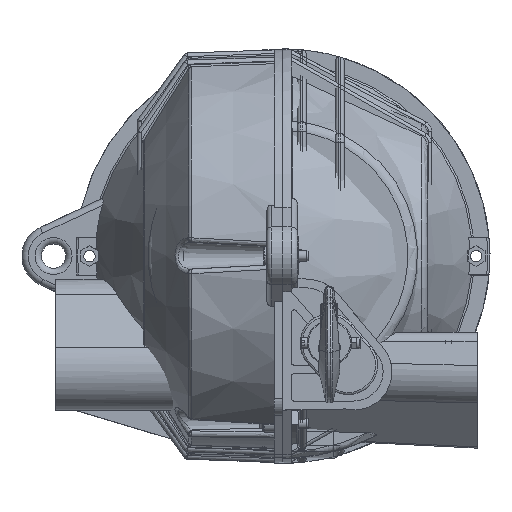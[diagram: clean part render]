
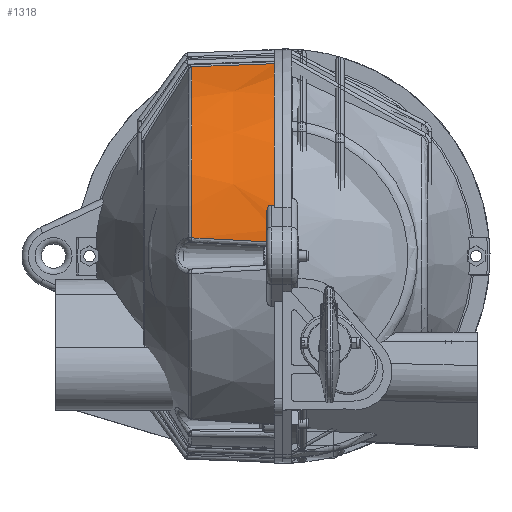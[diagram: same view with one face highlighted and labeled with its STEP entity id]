
A CAD part, top view. The second image highlights one B-rep face of the part: STEP entity #1318.
In plain terms, the highlighted conical face has half-angle 2 degrees and reference radius 95.75 mm.
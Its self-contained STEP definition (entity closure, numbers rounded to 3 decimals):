
#1318 = ADVANCED_FACE( '', ( #3401 ), #3402, .T. );
#3401 = FACE_OUTER_BOUND( '', #10022, .T. );
#3402 = CONICAL_SURFACE( '', #10023, 95.75, 0.035 );
#10022 = EDGE_LOOP( '', ( #20219, #20220, #20221, #20222, #20223, #20224 ) );
#10023 = AXIS2_PLACEMENT_3D( '', #20225, #20226, #20227 );
#20219 = ORIENTED_EDGE( '', *, *, #25484, .T. );
#20220 = ORIENTED_EDGE( '', *, *, #25485, .T. );
#20221 = ORIENTED_EDGE( '', *, *, #25486, .T. );
#20222 = ORIENTED_EDGE( '', *, *, #25487, .T. );
#20223 = ORIENTED_EDGE( '', *, *, #25353, .T. );
#20224 = ORIENTED_EDGE( '', *, *, #25488, .T. );
#20225 = CARTESIAN_POINT( '', ( -4., 0., 0. ) );
#20226 = DIRECTION( '', ( 1., 0., 0. ) );
#20227 = DIRECTION( '', ( 0., 0., -1. ) );
#25353 = EDGE_CURVE( '', #29273, #29262, #29274, .T. );
#25484 = EDGE_CURVE( '', #29507, #29508, #29509, .T. );
#25485 = EDGE_CURVE( '', #29508, #29510, #29511, .T. );
#25486 = EDGE_CURVE( '', #29510, #29512, #29513, .F. );
#25487 = EDGE_CURVE( '', #29512, #29273, #29514, .T. );
#25488 = EDGE_CURVE( '', #29262, #29507, #29515, .T. );
#29262 = VERTEX_POINT( '', #39486 );
#29273 = VERTEX_POINT( '', #39532 );
#29274 = CIRCLE( '', #39533, 95.75 );
#29507 = VERTEX_POINT( '', #41231 );
#29508 = VERTEX_POINT( '', #41232 );
#29509 = B_SPLINE_CURVE_WITH_KNOTS( '', 3, ( #41233, #41234, #41235, #41236 ), .UNSPECIFIED., .F., .F., ( 4, 4 ), ( 0., 0.039 ), .UNSPECIFIED. );
#29510 = VERTEX_POINT( '', #41237 );
#29511 = B_SPLINE_CURVE_WITH_KNOTS( '', 3, ( #41238, #41239, #41240, #41241, #41242 ), .UNSPECIFIED., .F., .F., ( 4, 1, 4 ), ( 0., 0., 0. ), .UNSPECIFIED. );
#29512 = VERTEX_POINT( '', #41243 );
#29513 = CIRCLE( '', #41244, 94.389 );
#29514 = B_SPLINE_CURVE_WITH_KNOTS( '', 3, ( #41245, #41246, #41247, #41248 ), .UNSPECIFIED., .F., .F., ( 4, 4 ), ( 0., 0.039 ), .UNSPECIFIED. );
#29515 = CIRCLE( '', #41249, 95.75 );
#39486 = CARTESIAN_POINT( '', ( -4., 23.911, 92.716 ) );
#39532 = CARTESIAN_POINT( '', ( -4., 6.382, 95.537 ) );
#39533 = AXIS2_PLACEMENT_3D( '', #51126, #51127, #51128 );
#41231 = CARTESIAN_POINT( '', ( -4., 91.031, 29.69 ) );
#41232 = CARTESIAN_POINT( '', ( -43.021, 89.598, 29.686 ) );
#41233 = CARTESIAN_POINT( '', ( -4., 91.031, 29.69 ) );
#41234 = CARTESIAN_POINT( '', ( -17.007, 90.553, 29.689 ) );
#41235 = CARTESIAN_POINT( '', ( -30.014, 90.076, 29.687 ) );
#41236 = CARTESIAN_POINT( '', ( -43.021, 89.598, 29.686 ) );
#41237 = CARTESIAN_POINT( '', ( -42.984, 89.46, 30.101 ) );
#41238 = CARTESIAN_POINT( '', ( -43.021, 89.598, 29.686 ) );
#41239 = CARTESIAN_POINT( '', ( -43.009, 89.575, 29.754 ) );
#41240 = CARTESIAN_POINT( '', ( -42.991, 89.53, 29.892 ) );
#41241 = CARTESIAN_POINT( '', ( -42.984, 89.484, 30.031 ) );
#41242 = CARTESIAN_POINT( '', ( -42.984, 89.46, 30.101 ) );
#41243 = CARTESIAN_POINT( '', ( -42.984, 8.472, 94.008 ) );
#41244 = AXIS2_PLACEMENT_3D( '', #51262, #51263, #51264 );
#41245 = CARTESIAN_POINT( '', ( -42.984, 8.472, 94.008 ) );
#41246 = CARTESIAN_POINT( '', ( -29.99, 7.775, 94.526 ) );
#41247 = CARTESIAN_POINT( '', ( -16.995, 7.079, 95.036 ) );
#41248 = CARTESIAN_POINT( '', ( -4., 6.382, 95.537 ) );
#41249 = AXIS2_PLACEMENT_3D( '', #51265, #51266, #51267 );
#51126 = CARTESIAN_POINT( '', ( -4., 0., 0. ) );
#51127 = DIRECTION( '', ( -1., 0., 0. ) );
#51128 = DIRECTION( '', ( 0., 0., 1. ) );
#51262 = CARTESIAN_POINT( '', ( -42.984, 0., 0. ) );
#51263 = DIRECTION( '', ( -1., 0., 0. ) );
#51264 = DIRECTION( '', ( 0., 0., 1. ) );
#51265 = CARTESIAN_POINT( '', ( -4., 0., 0. ) );
#51266 = DIRECTION( '', ( -1., 0., 0. ) );
#51267 = DIRECTION( '', ( 0., 0., 1. ) );
